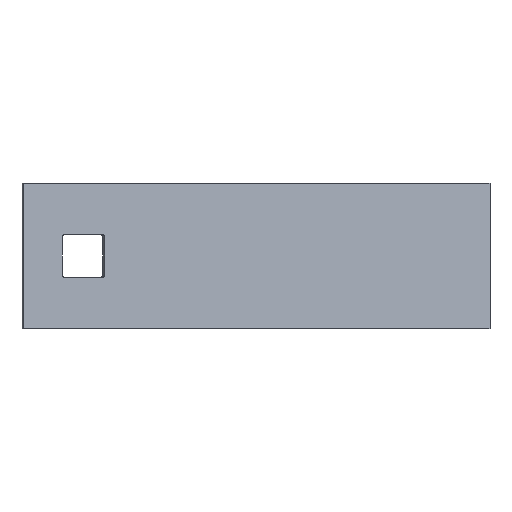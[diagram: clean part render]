
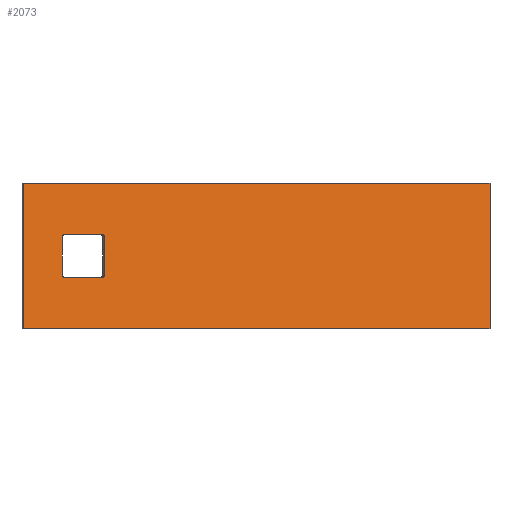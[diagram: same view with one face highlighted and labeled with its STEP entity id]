
A CAD part, left-side view. The second image highlights one B-rep face of the part: STEP entity #2073.
In plain terms, the highlighted planar face has unit normal (-0.954, -0.301, 0).
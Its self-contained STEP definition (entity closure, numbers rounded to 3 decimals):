
#520=DIRECTION('',(0.301,-0.954,0.));
#521=VECTOR('',#520,121.156);
#522=CARTESIAN_POINT('',(-47.432,93.549,18.));
#523=LINE('',#522,#521);
#524=DIRECTION('',(0.,0.,-1.));
#525=VECTOR('',#524,36.);
#526=CARTESIAN_POINT('',(-11.,-22.,18.));
#527=LINE('',#526,#525);
#528=DIRECTION('',(-0.301,0.954,0.));
#529=VECTOR('',#528,121.156);
#530=CARTESIAN_POINT('',(-11.,-22.,-18.));
#531=LINE('',#530,#529);
#532=CARTESIAN_POINT('',(-44.275,83.535,-4.75));
#533=DIRECTION('',(0.954,0.301,0.));
#534=DIRECTION('',(0.,0.,-1.));
#535=AXIS2_PLACEMENT_3D('',#532,#533,#534);
#537=DIRECTION('',(-0.301,0.954,0.));
#538=VECTOR('',#537,10.);
#539=CARTESIAN_POINT('',(-41.268,73.998,-5.25));
#540=LINE('',#539,#538);
#541=CARTESIAN_POINT('',(-41.268,73.998,-4.75));
#542=DIRECTION('',(0.954,0.301,0.));
#543=DIRECTION('',(0.301,-0.954,0.));
#544=AXIS2_PLACEMENT_3D('',#541,#542,#543);
#546=CARTESIAN_POINT('',(-41.268,73.998,4.75));
#547=DIRECTION('',(0.954,0.301,0.));
#548=DIRECTION('',(0.,0.,1.));
#549=AXIS2_PLACEMENT_3D('',#546,#547,#548);
#551=CARTESIAN_POINT('',(-44.275,83.535,4.75));
#552=DIRECTION('',(0.954,0.301,0.));
#553=DIRECTION('',(-0.301,0.954,0.));
#554=AXIS2_PLACEMENT_3D('',#551,#552,#553);
#564=DIRECTION('',(0.,0.,1.));
#565=VECTOR('',#564,36.);
#566=CARTESIAN_POINT('',(-47.432,93.549,-18.));
#567=LINE('',#566,#565);
#642=DIRECTION('',(-0.301,0.954,0.));
#643=VECTOR('',#642,10.);
#644=CARTESIAN_POINT('',(-41.268,73.998,5.25));
#645=LINE('',#644,#643);
#658=DIRECTION('',(0.,0.,-1.));
#659=VECTOR('',#658,9.5);
#660=CARTESIAN_POINT('',(-44.425,84.012,4.75));
#661=LINE('',#660,#659);
#682=DIRECTION('',(0.,0.,1.));
#683=VECTOR('',#682,9.5);
#684=CARTESIAN_POINT('',(-41.118,73.521,-4.75));
#685=LINE('',#684,#683);
#974=CARTESIAN_POINT('',(-47.432,93.549,18.));
#976=VERTEX_POINT('',#974);
#993=CARTESIAN_POINT('',(-41.268,73.998,-5.25));
#994=VERTEX_POINT('',#993);
#995=CARTESIAN_POINT('',(-44.275,83.535,-5.25));
#996=VERTEX_POINT('',#995);
#1001=CARTESIAN_POINT('',(-44.425,84.012,-4.75));
#1002=VERTEX_POINT('',#1001);
#1003=CARTESIAN_POINT('',(-44.425,84.012,4.75));
#1004=VERTEX_POINT('',#1003);
#1023=CARTESIAN_POINT('',(-44.275,83.535,5.25));
#1024=VERTEX_POINT('',#1023);
#1027=CARTESIAN_POINT('',(-41.118,73.521,-4.75));
#1028=VERTEX_POINT('',#1027);
#1029=CARTESIAN_POINT('',(-41.118,73.521,4.75));
#1030=VERTEX_POINT('',#1029);
#1031=CARTESIAN_POINT('',(-41.268,73.998,5.25));
#1032=VERTEX_POINT('',#1031);
#1033=CARTESIAN_POINT('',(-47.432,93.549,-18.));
#1034=VERTEX_POINT('',#1033);
#1131=CARTESIAN_POINT('',(-11.,-22.,18.));
#1132=CARTESIAN_POINT('',(-11.,-22.,-18.));
#1133=VERTEX_POINT('',#1131);
#1134=VERTEX_POINT('',#1132);
#2042=CARTESIAN_POINT('',(-46.357,90.136,0.));
#2043=DIRECTION('',(0.954,0.301,0.));
#2044=DIRECTION('',(0.301,-0.954,0.));
#2045=AXIS2_PLACEMENT_3D('',#2042,#2043,#2044);
#2046=PLANE('',#2045);
#2048=ORIENTED_EDGE('',*,*,#2047,.T.);
#2049=ORIENTED_EDGE('',*,*,#2006,.T.);
#2050=ORIENTED_EDGE('',*,*,#2026,.T.);
#2052=ORIENTED_EDGE('',*,*,#2051,.T.);
#2053=EDGE_LOOP('',(#2048,#2049,#2050,#2052));
#2054=FACE_OUTER_BOUND('',#2053,.F.);
#2056=ORIENTED_EDGE('',*,*,#2055,.T.);
#2058=ORIENTED_EDGE('',*,*,#2057,.F.);
#2060=ORIENTED_EDGE('',*,*,#2059,.F.);
#2062=ORIENTED_EDGE('',*,*,#2061,.F.);
#2064=ORIENTED_EDGE('',*,*,#2063,.T.);
#2066=ORIENTED_EDGE('',*,*,#2065,.F.);
#2068=ORIENTED_EDGE('',*,*,#2067,.T.);
#2070=ORIENTED_EDGE('',*,*,#2069,.F.);
#2071=EDGE_LOOP('',(#2056,#2058,#2060,#2062,#2064,#2066,#2068,#2070));
#2072=FACE_BOUND('',#2071,.F.);
#2073=ADVANCED_FACE('',(#2054,#2072),#2046,.F.);
#536=CIRCLE('',#535,0.5);
#545=CIRCLE('',#544,0.5);
#550=CIRCLE('',#549,0.5);
#555=CIRCLE('',#554,0.5);
#2006=EDGE_CURVE('',#1133,#1134,#527,.T.);
#2026=EDGE_CURVE('',#1134,#1034,#531,.T.);
#2047=EDGE_CURVE('',#976,#1133,#523,.T.);
#2051=EDGE_CURVE('',#1034,#976,#567,.T.);
#2055=EDGE_CURVE('',#1004,#1002,#661,.T.);
#2057=EDGE_CURVE('',#996,#1002,#536,.T.);
#2059=EDGE_CURVE('',#994,#996,#540,.T.);
#2061=EDGE_CURVE('',#1028,#994,#545,.T.);
#2063=EDGE_CURVE('',#1028,#1030,#685,.T.);
#2065=EDGE_CURVE('',#1032,#1030,#550,.T.);
#2067=EDGE_CURVE('',#1032,#1024,#645,.T.);
#2069=EDGE_CURVE('',#1004,#1024,#555,.T.);
